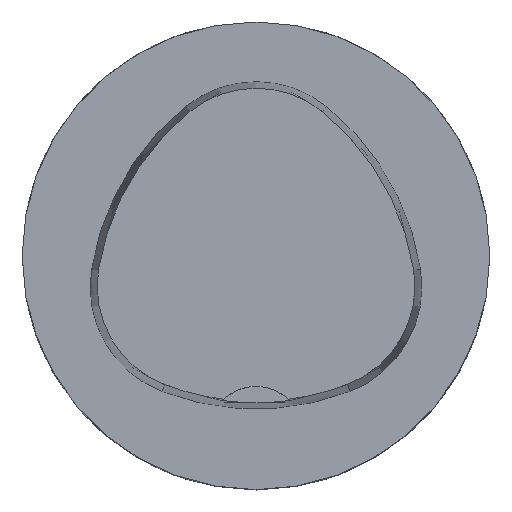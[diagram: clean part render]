
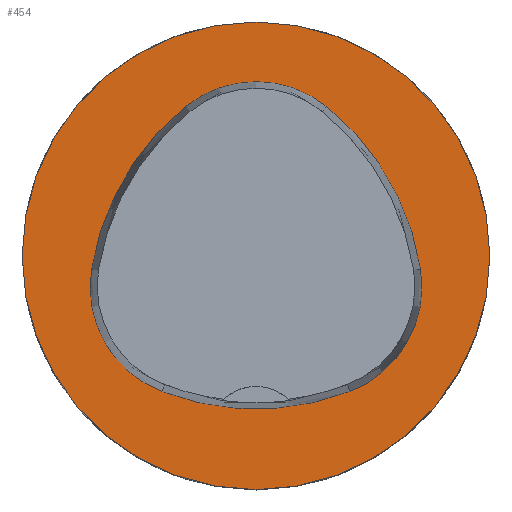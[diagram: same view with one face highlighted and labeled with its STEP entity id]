
A CAD part, top view. The second image highlights one B-rep face of the part: STEP entity #454.
In plain terms, the highlighted planar face has unit normal (0, 0, 1).
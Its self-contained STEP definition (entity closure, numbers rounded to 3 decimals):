
#226=PLANE('',#4676);
#349=FACE_BOUND('',#998,.T.);
#350=FACE_BOUND('',#999,.T.);
#454=ADVANCED_FACE('',(#349,#350),#226,.T.);
#998=EDGE_LOOP('',(#2244,#2245,#2246,#2247,#2248,#2249));
#999=EDGE_LOOP('',(#2250));
#1267=CIRCLE('',#4648,25.);
#1268=CIRCLE('',#4654,28.);
#1270=CIRCLE('',#4657,12.);
#1272=CIRCLE('',#4660,28.);
#1274=CIRCLE('',#4663,12.);
#1278=CIRCLE('',#4668,28.);
#1280=CIRCLE('',#4671,12.);
#2244=ORIENTED_EDGE('',*,*,#3873,.T.);
#2245=ORIENTED_EDGE('',*,*,#3853,.T.);
#2246=ORIENTED_EDGE('',*,*,#3857,.T.);
#2247=ORIENTED_EDGE('',*,*,#3860,.T.);
#2248=ORIENTED_EDGE('',*,*,#3863,.T.);
#2249=ORIENTED_EDGE('',*,*,#3871,.T.);
#2250=ORIENTED_EDGE('',*,*,#3844,.F.);
#3403=VERTEX_POINT('',#7031);
#3412=VERTEX_POINT('',#7050);
#3413=VERTEX_POINT('',#7051);
#3416=VERTEX_POINT('',#7059);
#3418=VERTEX_POINT('',#7065);
#3420=VERTEX_POINT('',#7071);
#3427=VERTEX_POINT('',#7092);
#3844=EDGE_CURVE('',#3403,#3403,#1267,.T.);
#3853=EDGE_CURVE('',#3412,#3413,#1268,.T.);
#3857=EDGE_CURVE('',#3413,#3416,#1270,.T.);
#3860=EDGE_CURVE('',#3416,#3418,#1272,.T.);
#3863=EDGE_CURVE('',#3418,#3420,#1274,.T.);
#3871=EDGE_CURVE('',#3420,#3427,#1278,.T.);
#3873=EDGE_CURVE('',#3427,#3412,#1280,.T.);
#4648=AXIS2_PLACEMENT_3D('',#7030,#5270,#5271);
#4654=AXIS2_PLACEMENT_3D('',#7049,#5286,#5287);
#4657=AXIS2_PLACEMENT_3D('',#7058,#5294,#5295);
#4660=AXIS2_PLACEMENT_3D('',#7064,#5301,#5302);
#4663=AXIS2_PLACEMENT_3D('',#7070,#5308,#5309);
#4668=AXIS2_PLACEMENT_3D('',#7093,#5320,#5321);
#4671=AXIS2_PLACEMENT_3D('',#7096,#5326,#5327);
#4676=AXIS2_PLACEMENT_3D('',#7101,#5336,#5337);
#5270=DIRECTION('',(0.,0.,-1.));
#5271=DIRECTION('',(-1.,0.,0.));
#5286=DIRECTION('',(0.,0.,-1.));
#5287=DIRECTION('',(-1.,0.,0.));
#5294=DIRECTION('',(0.,0.,-1.));
#5295=DIRECTION('',(-1.,0.,0.));
#5301=DIRECTION('',(0.,0.,-1.));
#5302=DIRECTION('',(-1.,0.,0.));
#5308=DIRECTION('',(0.,0.,-1.));
#5309=DIRECTION('',(-1.,0.,0.));
#5320=DIRECTION('',(0.,0.,-1.));
#5321=DIRECTION('',(-1.,0.,0.));
#5326=DIRECTION('',(0.,0.,-1.));
#5327=DIRECTION('',(-1.,0.,0.));
#5336=DIRECTION('',(0.,0.,1.));
#5337=DIRECTION('',(1.,0.,0.));
#7030=CARTESIAN_POINT('',(0.,0.,0.));
#7031=CARTESIAN_POINT('',(-25.,0.,0.));
#7049=CARTESIAN_POINT('',(10.068,-5.824,0.));
#7050=CARTESIAN_POINT('',(-17.584,-1.424,0.));
#7051=CARTESIAN_POINT('',(-7.531,15.953,0.));
#7058=CARTESIAN_POINT('',(0.011,6.62,0.));
#7059=CARTESIAN_POINT('',(7.567,15.942,0.));
#7064=CARTESIAN_POINT('',(-10.063,-5.81,0.));
#7065=CARTESIAN_POINT('',(17.59,-1.418,0.));
#7070=CARTESIAN_POINT('',(5.739,-3.3,0.));
#7071=CARTESIAN_POINT('',(10.05,-14.499,0.));
#7092=CARTESIAN_POINT('',(-10.025,-14.516,0.));
#7093=CARTESIAN_POINT('',(-0.01,11.631,0.));
#7096=CARTESIAN_POINT('',(-5.733,-3.31,0.));
#7101=CARTESIAN_POINT('',(0.,0.,0.));
